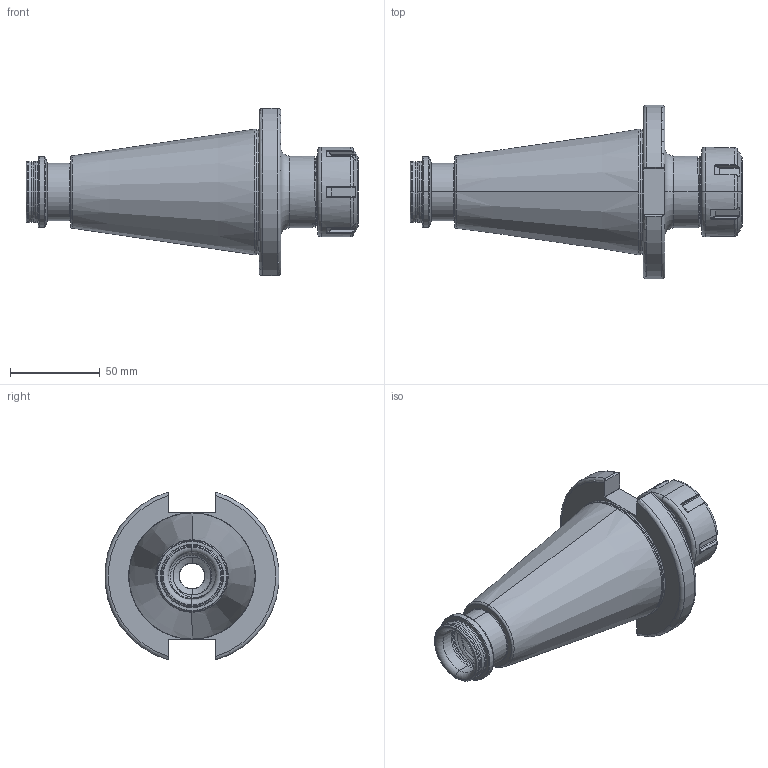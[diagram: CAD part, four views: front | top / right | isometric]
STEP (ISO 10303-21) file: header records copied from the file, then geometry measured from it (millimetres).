
FILE_DESCRIPTION (( 'STEP AP203' ), '1' );
FILE_NAME ('501.02.20.STEP', '2016-11-26T03:57:42', ( '' ), ( '' ), 'SwSTEP 2.0', 'SolidWorks 2012', '' );
FILE_SCHEMA (( 'CONFIG_CONTROL_DESIGN' ));
Length unit declared in the file: millimetre
Products named in the file (3): 501.02.20; 2-01.100.0320230C7_ER32螺帽(六溝)
Assembly tree (2 placements, depth 2):
  501.02.20
    501.02.20
    2-01.100.0320230C7_ER32螺帽(六溝)
Bounding box: 185.08 x 96.94 x 93.38 mm (x, y, z)
Volume: 356087.4 mm3; surface area: 65935 mm2
Topology: 2 solids, 2 shells, 370 faces, 918 edges, 557 vertices
Faces by surface type: cylinder 149, bspline 70, torus 63, plane 62, cone 26
Entity records: 24307 total; most frequent: CARTESIAN_POINT 16442, ORIENTED_EDGE 1836, DIRECTION 1278, EDGE_CURVE 918, VERTEX_POINT 557, AXIS2_PLACEMENT_3D 510, EDGE_LOOP 379, FACE_OUTER_BOUND 370
